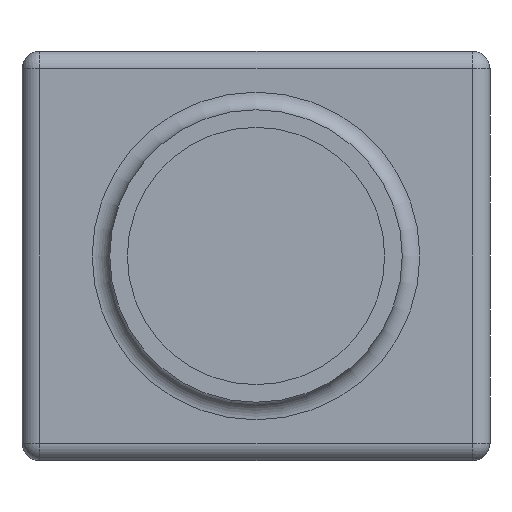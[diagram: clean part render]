
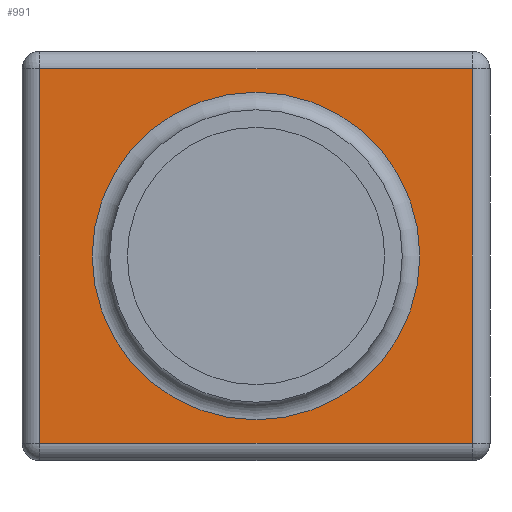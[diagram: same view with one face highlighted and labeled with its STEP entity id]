
A CAD part, left-side view. The second image highlights one B-rep face of the part: STEP entity #991.
In plain terms, the highlighted planar face has unit normal (-1, 0, 0).
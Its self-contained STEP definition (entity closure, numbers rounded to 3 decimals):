
#53=FACE_BOUND('',#274,.T.);
#57=LINE('',#1627,#121);
#58=LINE('',#1629,#122);
#59=LINE('',#1631,#123);
#60=LINE('',#1632,#124);
#121=VECTOR('',#1247,10.);
#122=VECTOR('',#1248,10.);
#123=VECTOR('',#1249,10.);
#124=VECTOR('',#1250,10.);
#185=PLANE('',#1080);
#202=FACE_OUTER_BOUND('',#273,.T.);
#273=EDGE_LOOP('',(#676,#677,#678,#679));
#274=EDGE_LOOP('',(#680));
#349=CIRCLE('',#1078,28.);
#436=VERTEX_POINT('',#1620);
#437=VERTEX_POINT('',#1625);
#438=VERTEX_POINT('',#1626);
#439=VERTEX_POINT('',#1628);
#440=VERTEX_POINT('',#1630);
#522=EDGE_CURVE('',#436,#436,#349,.T.);
#524=EDGE_CURVE('',#437,#438,#57,.T.);
#525=EDGE_CURVE('',#439,#437,#58,.T.);
#526=EDGE_CURVE('',#440,#439,#59,.T.);
#527=EDGE_CURVE('',#438,#440,#60,.T.);
#676=ORIENTED_EDGE('',*,*,#524,.F.);
#677=ORIENTED_EDGE('',*,*,#525,.F.);
#678=ORIENTED_EDGE('',*,*,#526,.F.);
#679=ORIENTED_EDGE('',*,*,#527,.F.);
#680=ORIENTED_EDGE('',*,*,#522,.F.);
#991=ADVANCED_FACE('',(#202,#53),#185,.T.);
#1078=AXIS2_PLACEMENT_3D('',#1622,#1241,#1242);
#1080=AXIS2_PLACEMENT_3D('',#1624,#1245,#1246);
#1241=DIRECTION('center_axis',(-1.,0.,0.));
#1242=DIRECTION('ref_axis',(0.,-1.,0.));
#1245=DIRECTION('center_axis',(-1.,0.,0.));
#1246=DIRECTION('ref_axis',(0.,0.,1.));
#1247=DIRECTION('',(0.,1.,0.));
#1248=DIRECTION('',(0.,0.,-1.));
#1249=DIRECTION('',(0.,-1.,0.));
#1250=DIRECTION('',(0.,0.,1.));
#1620=CARTESIAN_POINT('',(0.,0.,63.));
#1622=CARTESIAN_POINT('Origin',(0.,0.,35.));
#1624=CARTESIAN_POINT('Origin',(0.,0.,0.));
#1625=CARTESIAN_POINT('',(0.,-37.,3.));
#1626=CARTESIAN_POINT('',(0.,37.,3.));
#1627=CARTESIAN_POINT('',(0.,0.,3.));
#1628=CARTESIAN_POINT('',(0.,-37.,67.));
#1629=CARTESIAN_POINT('',(0.,-37.,17.5));
#1630=CARTESIAN_POINT('',(0.,37.,67.));
#1631=CARTESIAN_POINT('',(0.,0.,67.));
#1632=CARTESIAN_POINT('',(0.,37.,17.5));
